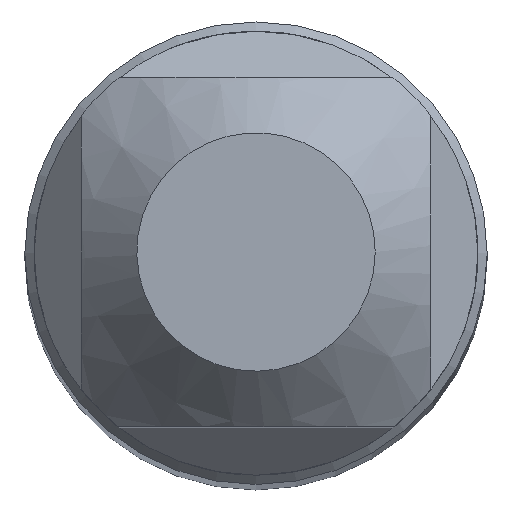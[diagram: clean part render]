
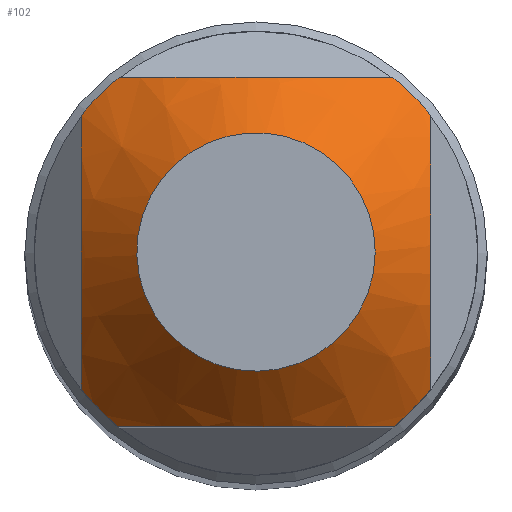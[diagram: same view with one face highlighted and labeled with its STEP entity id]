
A CAD part, top view. The second image highlights one B-rep face of the part: STEP entity #102.
In plain terms, the highlighted conical face has half-angle 45 degrees and reference radius 1.16 mm.
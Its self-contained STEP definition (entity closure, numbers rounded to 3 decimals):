
#95=CONICAL_SURFACE('',#406,1.16,45.);
#102=ADVANCED_FACE('',(#132,#133),#95,.T.);
#132=FACE_BOUND('',#158,.T.);
#133=FACE_BOUND('',#159,.T.);
#158=EDGE_LOOP('',(#194));
#159=EDGE_LOOP('',(#195,#196,#197,#198,#199,#200,#201,#202));
#194=ORIENTED_EDGE('',*,*,#298,.F.);
#195=ORIENTED_EDGE('',*,*,#299,.T.);
#196=ORIENTED_EDGE('',*,*,#300,.T.);
#197=ORIENTED_EDGE('',*,*,#301,.T.);
#198=ORIENTED_EDGE('',*,*,#302,.T.);
#199=ORIENTED_EDGE('',*,*,#303,.T.);
#200=ORIENTED_EDGE('',*,*,#304,.T.);
#201=ORIENTED_EDGE('',*,*,#305,.T.);
#202=ORIENTED_EDGE('',*,*,#306,.T.);
#268=VERTEX_POINT('',#582);
#269=VERTEX_POINT('',#584);
#270=VERTEX_POINT('',#585);
#271=VERTEX_POINT('',#592);
#272=VERTEX_POINT('',#594);
#273=VERTEX_POINT('',#601);
#274=VERTEX_POINT('',#603);
#275=VERTEX_POINT('',#610);
#276=VERTEX_POINT('',#612);
#298=EDGE_CURVE('',#268,#268,#335,.T.);
#299=EDGE_CURVE('',#269,#270,#336,.T.);
#300=EDGE_CURVE('',#270,#271,#359,.T.);
#301=EDGE_CURVE('',#271,#272,#337,.T.);
#302=EDGE_CURVE('',#272,#273,#360,.T.);
#303=EDGE_CURVE('',#273,#274,#338,.T.);
#304=EDGE_CURVE('',#274,#275,#361,.T.);
#305=EDGE_CURVE('',#275,#276,#339,.T.);
#306=EDGE_CURVE('',#276,#269,#362,.T.);
#335=CIRCLE('',#401,1.16);
#336=CIRCLE('',#402,2.16);
#337=CIRCLE('',#403,2.16);
#338=CIRCLE('',#404,2.16);
#339=CIRCLE('',#405,2.16);
#359=B_SPLINE_CURVE_WITH_KNOTS('',3,(#586,#587,#588,#589,#590,#591),
 .UNSPECIFIED.,.F.,.F.,(4,2,4),(0.,0.5,1.),.UNSPECIFIED.);
#360=B_SPLINE_CURVE_WITH_KNOTS('',3,(#595,#596,#597,#598,#599,#600),
 .UNSPECIFIED.,.F.,.F.,(4,2,4),(0.,0.5,1.),.UNSPECIFIED.);
#361=B_SPLINE_CURVE_WITH_KNOTS('',3,(#604,#605,#606,#607,#608,#609),
 .UNSPECIFIED.,.F.,.F.,(4,2,4),(0.,0.5,1.),.UNSPECIFIED.);
#362=B_SPLINE_CURVE_WITH_KNOTS('',3,(#613,#614,#615,#616,#617,#618),
 .UNSPECIFIED.,.F.,.F.,(4,2,4),(0.,0.5,1.),.UNSPECIFIED.);
#401=AXIS2_PLACEMENT_3D('',#581,#457,#458);
#402=AXIS2_PLACEMENT_3D('',#583,#459,#460);
#403=AXIS2_PLACEMENT_3D('',#593,#461,#462);
#404=AXIS2_PLACEMENT_3D('',#602,#463,#464);
#405=AXIS2_PLACEMENT_3D('',#611,#465,#466);
#406=AXIS2_PLACEMENT_3D('',#619,#467,#468);
#457=DIRECTION('',(0.,0.,1.));
#458=DIRECTION('',(1.,0.,0.));
#459=DIRECTION('',(0.,0.,1.));
#460=DIRECTION('',(-1.,0.,0.));
#461=DIRECTION('',(0.,0.,1.));
#462=DIRECTION('',(-1.,0.,0.));
#463=DIRECTION('',(0.,0.,1.));
#464=DIRECTION('',(-1.,0.,0.));
#465=DIRECTION('',(0.,0.,1.));
#466=DIRECTION('',(-1.,0.,0.));
#467=DIRECTION('',(0.,0.,-1.));
#468=DIRECTION('',(-1.,0.,0.));
#581=CARTESIAN_POINT('',(0.,0.,0.));
#582=CARTESIAN_POINT('',(1.16,0.,0.));
#583=CARTESIAN_POINT('',(0.,0.,-1.));
#584=CARTESIAN_POINT('',(1.333,-1.7,-1.));
#585=CARTESIAN_POINT('',(1.7,-1.333,-1.));
#586=CARTESIAN_POINT('',(1.7,-1.333,-1.));
#587=CARTESIAN_POINT('',(1.7,-0.928,-0.75));
#588=CARTESIAN_POINT('',(1.7,-0.475,-0.54));
#589=CARTESIAN_POINT('',(1.7,0.474,-0.54));
#590=CARTESIAN_POINT('',(1.7,0.931,-0.752));
#591=CARTESIAN_POINT('',(1.7,1.333,-1.));
#592=CARTESIAN_POINT('',(1.7,1.333,-1.));
#593=CARTESIAN_POINT('',(0.,0.,-1.));
#594=CARTESIAN_POINT('',(1.333,1.7,-1.));
#595=CARTESIAN_POINT('',(1.333,1.7,-1.));
#596=CARTESIAN_POINT('',(0.928,1.7,-0.75));
#597=CARTESIAN_POINT('',(0.475,1.7,-0.54));
#598=CARTESIAN_POINT('',(-0.474,1.7,-0.54));
#599=CARTESIAN_POINT('',(-0.931,1.7,-0.752));
#600=CARTESIAN_POINT('',(-1.333,1.7,-1.));
#601=CARTESIAN_POINT('',(-1.333,1.7,-1.));
#602=CARTESIAN_POINT('',(0.,0.,-1.));
#603=CARTESIAN_POINT('',(-1.7,1.333,-1.));
#604=CARTESIAN_POINT('',(-1.7,1.333,-1.));
#605=CARTESIAN_POINT('',(-1.7,0.931,-0.752));
#606=CARTESIAN_POINT('',(-1.7,0.474,-0.54));
#607=CARTESIAN_POINT('',(-1.7,-0.475,-0.54));
#608=CARTESIAN_POINT('',(-1.7,-0.928,-0.75));
#609=CARTESIAN_POINT('',(-1.7,-1.333,-1.));
#610=CARTESIAN_POINT('',(-1.7,-1.333,-1.));
#611=CARTESIAN_POINT('',(0.,0.,-1.));
#612=CARTESIAN_POINT('',(-1.333,-1.7,-1.));
#613=CARTESIAN_POINT('',(-1.333,-1.7,-1.));
#614=CARTESIAN_POINT('',(-0.931,-1.7,-0.752));
#615=CARTESIAN_POINT('',(-0.474,-1.7,-0.54));
#616=CARTESIAN_POINT('',(0.475,-1.7,-0.54));
#617=CARTESIAN_POINT('',(0.928,-1.7,-0.75));
#618=CARTESIAN_POINT('',(1.333,-1.7,-1.));
#619=CARTESIAN_POINT('',(0.,0.,0.));
